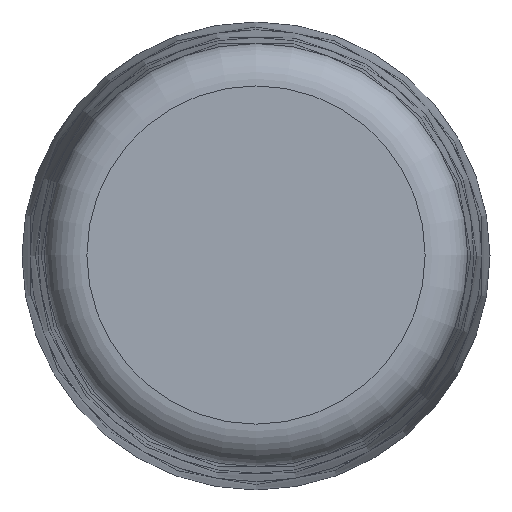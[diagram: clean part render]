
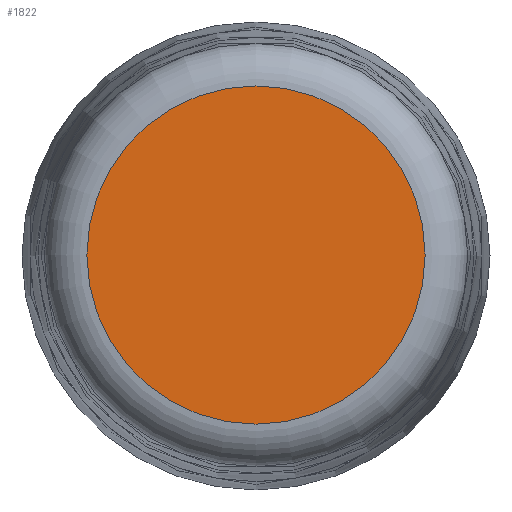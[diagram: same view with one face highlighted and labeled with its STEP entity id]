
A CAD part, top view. The second image highlights one B-rep face of the part: STEP entity #1822.
In plain terms, the highlighted planar face has unit normal (0, 0, 1).
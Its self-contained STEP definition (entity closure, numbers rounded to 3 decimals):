
#1779=CARTESIAN_POINT('',(19.876,0.,65.0));
#1780=VERTEX_POINT('',#1779);
#1781=CARTESIAN_POINT('',(0.0,0.0,65.0));
#1782=DIRECTION('',(0.0,0.0,-1.0));
#1783=DIRECTION('',(-1.0,0.0,0.0));
#1784=AXIS2_PLACEMENT_3D('',#1781,#1782,#1783);
#1785=CIRCLE('',#1784,19.876);
#1786=EDGE_CURVE('',#1780,#1780,#1785,.T.);
#1814=CARTESIAN_POINT('',(0.0,0.0,65.0));
#1815=DIRECTION('',(0.0,0.0,-1.0));
#1816=DIRECTION('',(-1.0,0.0,0.0));
#1817=AXIS2_PLACEMENT_3D('',#1814,#1815,#1816);
#1818=PLANE('',#1817);
#1819=ORIENTED_EDGE('',*,*,#1786,.F.);
#1820=EDGE_LOOP('',(#1819));
#1821=FACE_OUTER_BOUND('',#1820,.T.);
#1822=ADVANCED_FACE('',(#1821),#1818,.F.);
